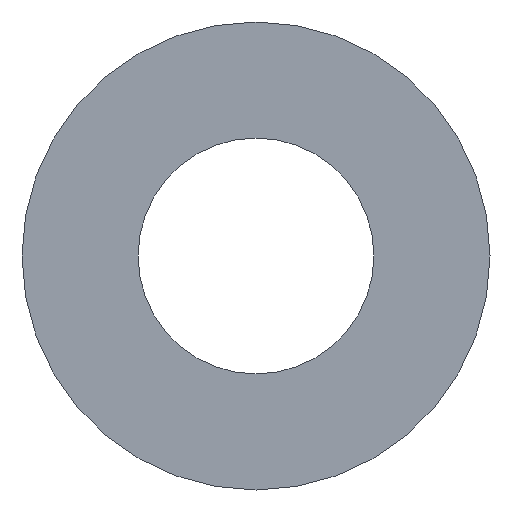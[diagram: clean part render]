
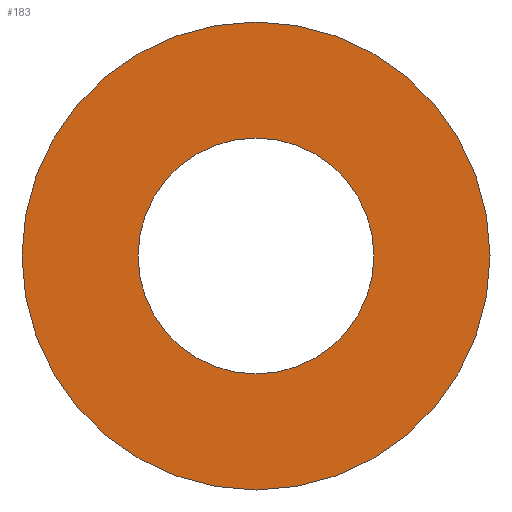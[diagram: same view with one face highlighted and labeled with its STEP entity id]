
A CAD part, front view. The second image highlights one B-rep face of the part: STEP entity #183.
In plain terms, the highlighted planar face has unit normal (0, -1, 0).
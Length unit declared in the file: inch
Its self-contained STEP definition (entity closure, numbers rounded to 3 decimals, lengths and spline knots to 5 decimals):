
#4 = CARTESIAN_POINT ( 'NONE',  ( 0., 0., 0. ) ) ;
#6 = CIRCLE ( 'NONE', #63, 0.04724 ) ;
#9 = AXIS2_PLACEMENT_3D ( 'NONE', #197, #77, #61 ) ;
#16 = CARTESIAN_POINT ( 'NONE',  ( 0., 0., -0.04724 ) ) ;
#19 = FACE_BOUND ( 'NONE', #95, .T. ) ;
#24 = EDGE_LOOP ( 'NONE', ( #137, #150 ) ) ;
#25 = DIRECTION ( 'NONE',  ( 0., 0., 1. ) ) ;
#27 = CARTESIAN_POINT ( 'NONE',  ( 0., 0., 0. ) ) ;
#37 = CIRCLE ( 'NONE', #161, 0.04724 ) ;
#42 = EDGE_CURVE ( 'NONE', #148, #177, #205, .T. ) ;
#50 = AXIS2_PLACEMENT_3D ( 'NONE', #27, #90, #130 ) ;
#51 = FACE_OUTER_BOUND ( 'NONE', #24, .T. ) ;
#53 = DIRECTION ( 'NONE',  ( 0., 0., 1. ) ) ;
#61 = DIRECTION ( 'NONE',  ( 0., 0., 1. ) ) ;
#63 = AXIS2_PLACEMENT_3D ( 'NONE', #64, #96, #82 ) ;
#64 = CARTESIAN_POINT ( 'NONE',  ( 0., 0., 0. ) ) ;
#65 = ORIENTED_EDGE ( 'NONE', *, *, #142, .T. ) ;
#66 = CARTESIAN_POINT ( 'NONE',  ( 0., 0., 0. ) ) ;
#77 = DIRECTION ( 'NONE',  ( 0., 1., 0. ) ) ;
#82 = DIRECTION ( 'NONE',  ( 0., 0., 1. ) ) ;
#85 = CARTESIAN_POINT ( 'NONE',  ( 0., 0., -0.09375 ) ) ;
#90 = DIRECTION ( 'NONE',  ( 0., 1., 0. ) ) ;
#95 = EDGE_LOOP ( 'NONE', ( #163, #65 ) ) ;
#96 = DIRECTION ( 'NONE',  ( 0., 1., 0. ) ) ;
#99 = DIRECTION ( 'NONE',  ( 0., 1., 0. ) ) ;
#102 = CIRCLE ( 'NONE', #50, 0.09375 ) ;
#104 = VERTEX_POINT ( 'NONE', #16 ) ;
#109 = VERTEX_POINT ( 'NONE', #166 ) ;
#115 = EDGE_CURVE ( 'NONE', #177, #148, #102, .T. ) ;
#130 = DIRECTION ( 'NONE',  ( 0., 0., 1. ) ) ;
#137 = ORIENTED_EDGE ( 'NONE', *, *, #115, .F. ) ;
#142 = EDGE_CURVE ( 'NONE', #104, #109, #6, .T. ) ;
#148 = VERTEX_POINT ( 'NONE', #191 ) ;
#150 = ORIENTED_EDGE ( 'NONE', *, *, #42, .F. ) ;
#161 = AXIS2_PLACEMENT_3D ( 'NONE', #66, #164, #25 ) ;
#163 = ORIENTED_EDGE ( 'NONE', *, *, #178, .T. ) ;
#164 = DIRECTION ( 'NONE',  ( 0., 1., 0. ) ) ;
#166 = CARTESIAN_POINT ( 'NONE',  ( 0., 0., 0.04724 ) ) ;
#175 = AXIS2_PLACEMENT_3D ( 'NONE', #4, #99, #53 ) ;
#177 = VERTEX_POINT ( 'NONE', #85 ) ;
#178 = EDGE_CURVE ( 'NONE', #109, #104, #37, .T. ) ;
#183 = ADVANCED_FACE ( 'NONE', ( #19, #51 ), #190, .F. ) ;
#190 = PLANE ( 'NONE',  #175 ) ;
#191 = CARTESIAN_POINT ( 'NONE',  ( 0., 0., 0.09375 ) ) ;
#197 = CARTESIAN_POINT ( 'NONE',  ( 0., 0., 0. ) ) ;
#205 = CIRCLE ( 'NONE', #9, 0.09375 ) ;
